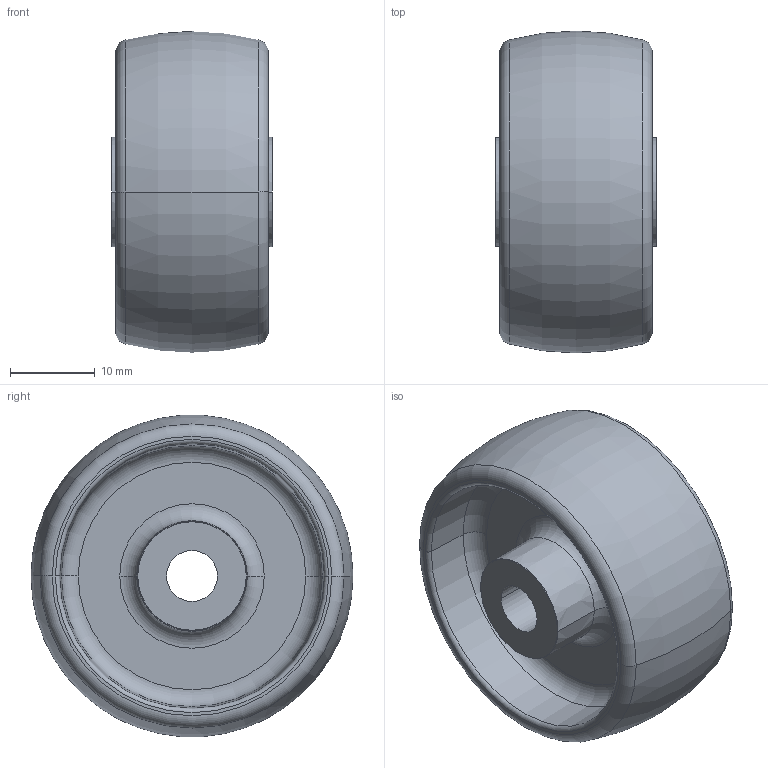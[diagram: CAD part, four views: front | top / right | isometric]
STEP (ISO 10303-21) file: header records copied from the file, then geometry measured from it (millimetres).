
FILE_DESCRIPTION (( 'STEP AP214' ), '1' );
FILE_NAME ('0016654.step', '2020-10-01T08:43:59', ( '' ), ( '' ), 'SwSTEP 2.0', 'SolidWorks 2018', '' );
FILE_SCHEMA (( 'AUTOMOTIVE_DESIGN' ));
Length unit declared in the file: millimetre
Products named in the file (1): 0016654
Bounding box: 19 x 38 x 37.91 mm (x, y, z)
Volume: 9876.6 mm3; surface area: 6099.4 mm2
Topology: 1 solids, 1 shells, 38 faces, 76 edges, 44 vertices
Faces by surface type: torus 22, cone 8, plane 6, cylinder 2
Entity records: 1462 total; most frequent: DIRECTION 220, CARTESIAN_POINT 159, ORIENTED_EDGE 152, AXIS2_PLACEMENT_3D 105, EDGE_CURVE 76, CIRCLE 66, VERTEX_POINT 44, EDGE_LOOP 44
